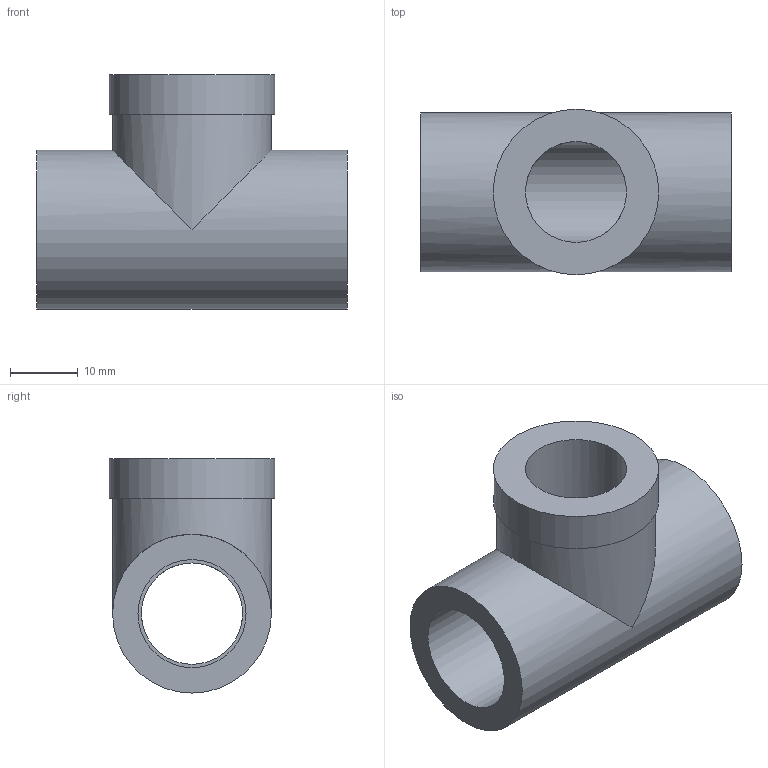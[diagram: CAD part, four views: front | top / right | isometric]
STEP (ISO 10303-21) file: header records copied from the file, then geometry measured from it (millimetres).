
FILE_DESCRIPTION(/* description */ (''),/* implementation_level */ '2;1');
FILE_NAME(/* name */ 'TIMV016038.ipt.stp',/* time_stamp */ '2014-01-07T15:46:44+01:00',/* author */ ('bfaro'),/* organization */ (''),/* preprocessor_version */ 'ST-DEVELOPER v15.2',/* originating_system */ 'Autodesk Inventor 2014',/* authorisation */ '');
FILE_SCHEMA (('AUTOMOTIVE_DESIGN { 1 0 10303 214 3 1 1 }'));
Length unit declared in the file: millimetre
Products named in the file (1): TIMV016038
Bounding box: 46 x 24.5 x 34.65 mm (x, y, z)
Volume: 14067.6 mm3; surface area: 7730.3 mm2
Topology: 1 solids, 1 shells, 13 faces, 29 edges, 20 vertices
Faces by surface type: cylinder 7, plane 6
Full cylindrical faces by diameter (mm): 14.95 x1, 15 x1, 16 x2, 23.5 x2, 24.5 x1
Entity records: 535 total; most frequent: CARTESIAN_POINT 251, DIRECTION 56, ORIENTED_EDGE 30, EDGE_LOOP 28, AXIS2_PLACEMENT_3D 28, FACE_BOUND 22, VERTEX_POINT 15, EDGE_CURVE 15
